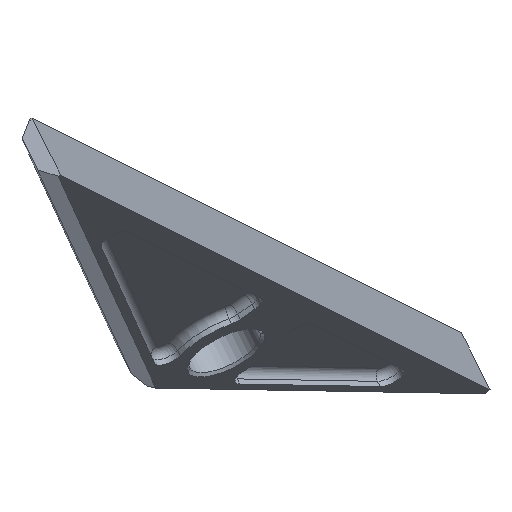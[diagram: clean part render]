
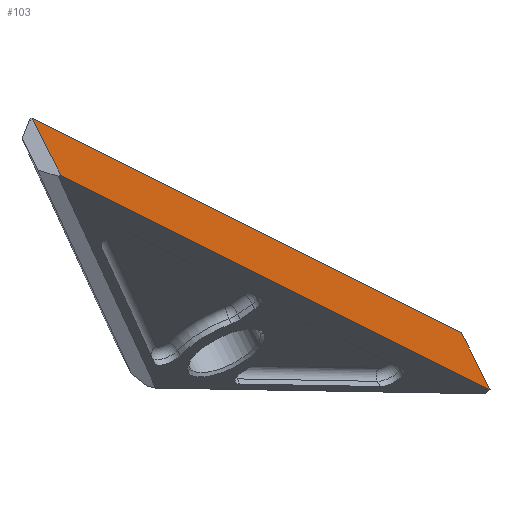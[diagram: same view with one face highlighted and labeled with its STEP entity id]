
A CAD part, top view. The second image highlights one B-rep face of the part: STEP entity #103.
In plain terms, the highlighted planar face has unit normal (0.809, 0.527, 0.259).
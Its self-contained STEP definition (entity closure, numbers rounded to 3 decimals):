
#23 = VERTEX_POINT ( 'NONE', #2296 ) ;
#79 = VERTEX_POINT ( 'NONE', #156 ) ;
#103 = ADVANCED_FACE ( 'NONE', ( #2768 ), #866, .T. ) ;
#156 = CARTESIAN_POINT ( 'NONE',  ( -700.96, 146.285, -975.689 ) ) ;
#165 = DIRECTION ( 'NONE',  ( 0.413, -0.824, 0.388 ) ) ;
#259 = VECTOR ( 'NONE', #165, 1000. ) ;
#298 = VECTOR ( 'NONE', #1626, 1000. ) ;
#634 = DIRECTION ( 'NONE',  ( -0.546, 0.838, 0. ) ) ;
#651 = CARTESIAN_POINT ( 'NONE',  ( -709.314, 150.429, -957.996 ) ) ;
#705 = CARTESIAN_POINT ( 'NONE',  ( -718.403, 168.555, -966.533 ) ) ;
#866 = PLANE ( 'NONE',  #2393 ) ;
#886 = LINE ( 'NONE', #1556, #259 ) ;
#1047 = VECTOR ( 'NONE', #1355, 1000. ) ;
#1128 = CARTESIAN_POINT ( 'NONE',  ( -573.384, 96.618, -1273.675 ) ) ;
#1355 = DIRECTION ( 'NONE',  ( 0.418, -0.207, -0.885 ) ) ;
#1371 = ORIENTED_EDGE ( 'NONE', *, *, #2063, .T. ) ;
#1476 = EDGE_CURVE ( 'NONE', #1969, #2851, #2579, .T. ) ;
#1556 = CARTESIAN_POINT ( 'NONE',  ( -700.96, 146.285, -975.689 ) ) ;
#1626 = DIRECTION ( 'NONE',  ( -0.413, 0.824, -0.388 ) ) ;
#1632 = DIRECTION ( 'NONE',  ( 0.809, 0.528, 0.259 ) ) ;
#1634 = DIRECTION ( 'NONE',  ( 0.418, -0.207, -0.885 ) ) ;
#1650 = CARTESIAN_POINT ( 'NONE',  ( -710.049, 164.411, -984.226 ) ) ;
#1886 = EDGE_CURVE ( 'NONE', #79, #23, #2204, .T. ) ;
#1926 = ORIENTED_EDGE ( 'NONE', *, *, #2278, .T. ) ;
#1955 = ORIENTED_EDGE ( 'NONE', *, *, #1476, .F. ) ;
#1969 = VERTEX_POINT ( 'NONE', #1650 ) ;
#2063 = EDGE_CURVE ( 'NONE', #1969, #79, #886, .T. ) ;
#2204 = LINE ( 'NONE', #651, #1047 ) ;
#2278 = EDGE_CURVE ( 'NONE', #23, #2851, #2691, .T. ) ;
#2296 = CARTESIAN_POINT ( 'NONE',  ( -564.296, 78.493, -1265.139 ) ) ;
#2393 = AXIS2_PLACEMENT_3D ( 'NONE', #2529, #1632, #634 ) ;
#2458 = EDGE_LOOP ( 'NONE', ( #1955, #1371, #3013, #1926 ) ) ;
#2529 = CARTESIAN_POINT ( 'NONE',  ( -709.314, 150.429, -957.996 ) ) ;
#2560 = CARTESIAN_POINT ( 'NONE',  ( -564.296, 78.493, -1265.139 ) ) ;
#2579 = LINE ( 'NONE', #705, #3074 ) ;
#2691 = LINE ( 'NONE', #2560, #298 ) ;
#2768 = FACE_OUTER_BOUND ( 'NONE', #2458, .T. ) ;
#2851 = VERTEX_POINT ( 'NONE', #1128 ) ;
#3013 = ORIENTED_EDGE ( 'NONE', *, *, #1886, .T. ) ;
#3074 = VECTOR ( 'NONE', #1634, 1000. ) ;
